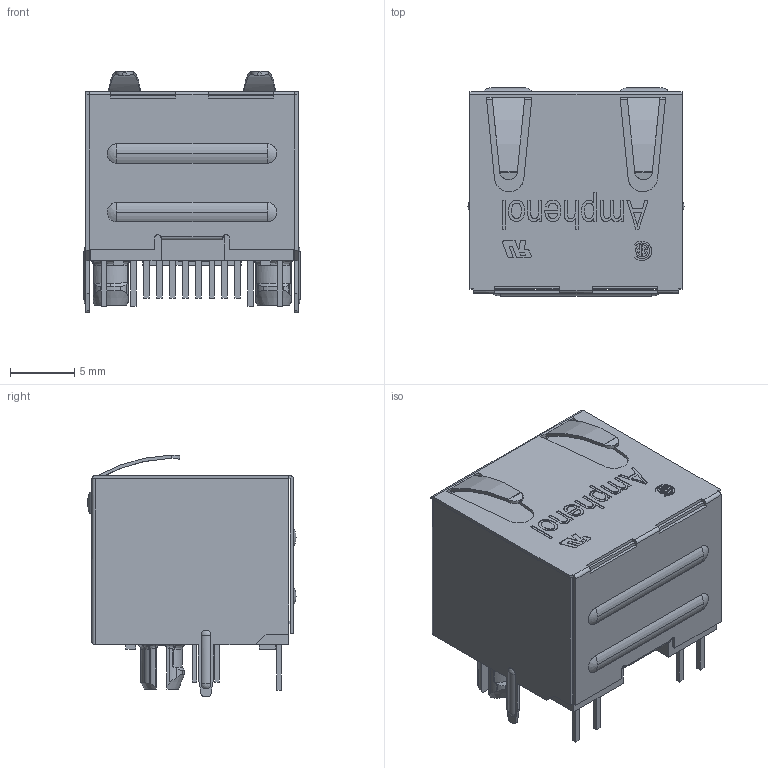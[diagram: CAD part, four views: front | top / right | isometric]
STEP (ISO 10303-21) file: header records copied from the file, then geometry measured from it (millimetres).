
FILE_DESCRIPTION(('FreeCAD Model'),'2;1');
FILE_NAME( 'Fusion.step', '2018-05-14T11:24:14',('kicad StepUp'),('ksu MCAD'), 'Open CASCADE STEP processor 6.8','FreeCAD','Unknown');
FILE_SCHEMA(('AUTOMOTIVE_DESIGN_CC2 { 1 2 10303 214 -1 1 5 4 }'));
Products named in the file (1): Fusion
Bounding box: 16.83 x 16.2 x 18.84 mm (x, y, z)
Volume: 2160.8 mm3; surface area: 4144.7 mm2
Topology: 2 solids, 4 shells, 1153 faces, 3218 edges, 2107 vertices
Faces by surface type: plane 736, cylinder 250, bspline 159, cone 8
Entity records: 46420 total; most frequent: CARTESIAN_POINT 19613, ORIENTED_EDGE 6410, DIRECTION 4154, EDGE_CURVE 3202, VERTEX_POINT 2107, LINE 1912, VECTOR 1912, FACE_BOUND 1238
